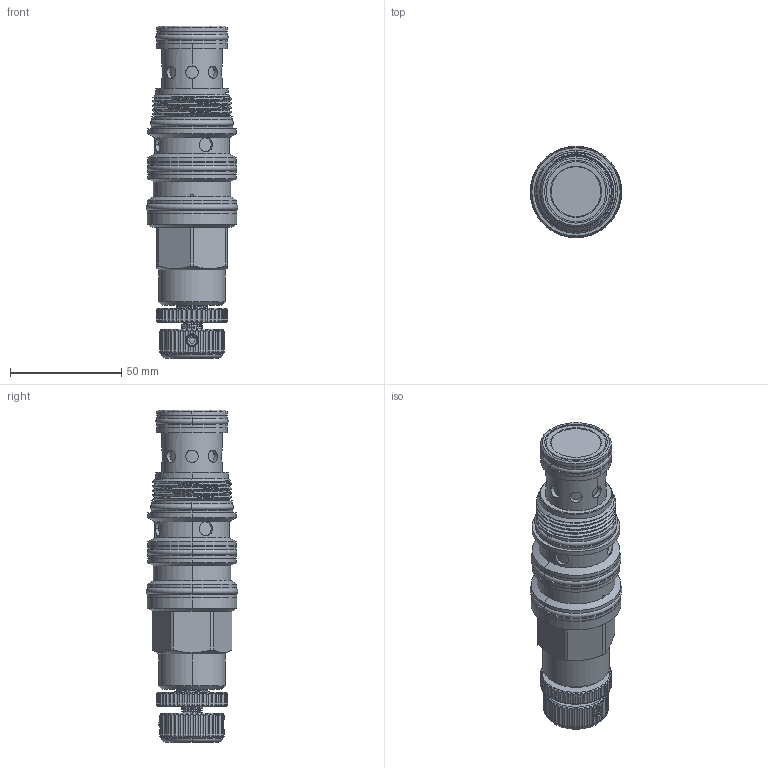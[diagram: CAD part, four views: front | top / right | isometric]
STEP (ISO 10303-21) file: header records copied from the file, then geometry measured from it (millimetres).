
FILE_DESCRIPTION (( 'STEP AP203' ), '1' );
FILE_NAME ('FR23A4F-K.STEP', '2024-05-30T05:35:58', ( '' ), ( '' ), 'SwSTEP 2.0', 'SolidWorks 2018', '' );
FILE_SCHEMA (( 'CONFIG_CONTROL_DESIGN' ));
Length unit declared in the file: millimetre
Products named in the file (1): FR23A4F-K
Bounding box: 41.18 x 41.18 x 149.26 mm (x, y, z)
Volume: 124780.2 mm3; surface area: 25941.7 mm2
Topology: 1 solids, 1 shells, 637 faces, 1690 edges, 1099 vertices
Faces by surface type: cylinder 381, plane 164, cone 49, bspline 25, torus 16, sphere 2
Entity records: 34385 total; most frequent: CARTESIAN_POINT 19237, ORIENTED_EDGE 3356, DIRECTION 2881, EDGE_CURVE 1678, AXIS2_PLACEMENT_3D 1100, VERTEX_POINT 1099, EDGE_LOOP 693, VECTOR 681
